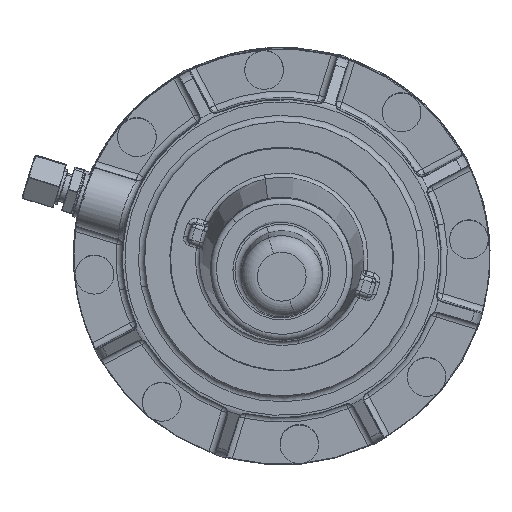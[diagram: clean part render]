
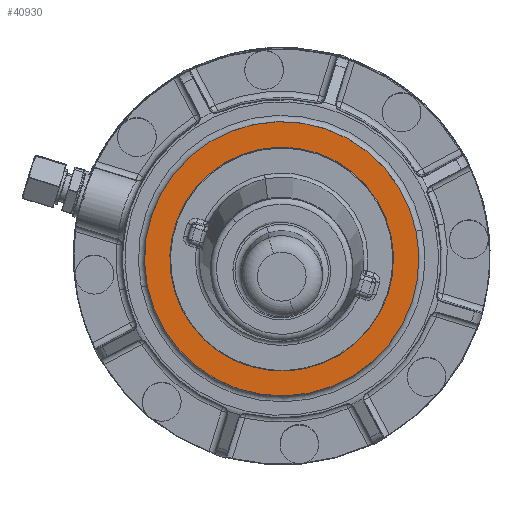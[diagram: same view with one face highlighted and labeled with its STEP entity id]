
A CAD part, top view. The second image highlights one B-rep face of the part: STEP entity #40930.
In plain terms, the highlighted face is planar.
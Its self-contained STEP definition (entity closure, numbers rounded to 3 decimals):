
#40788=DIRECTION('Axis2P3D Direction',(0.,-0.,1.)) ;
#40812=DIRECTION('Axis2P3D Direction',(0.,0.,1.)) ;
#40896=DIRECTION('Axis2P3D Direction',(0.,0.,1.)) ;
#40897=DIRECTION('Axis2P3D XDirection',(1.,0.,0.)) ;
#40905=DIRECTION('Axis2P3D Direction',(0.,0.,1.)) ;
#40914=DIRECTION('Axis2P3D Direction',(0.,0.,1.)) ;
#40921=DIRECTION('Axis2P3D Direction',(0.,0.,1.)) ;
#40784=CARTESIAN_POINT('Vertex',(-139.237,-32.361,256.468)) ;
#40787=CARTESIAN_POINT('Axis2P3D Location',(-80.,0.,256.468)) ;
#40791=CARTESIAN_POINT('Vertex',(-20.763,32.361,256.468)) ;
#40811=CARTESIAN_POINT('Axis2P3D Location',(-80.,0.,256.468)) ;
#40895=CARTESIAN_POINT('Axis2P3D Location',(-70.,0.,256.468)) ;
#40904=CARTESIAN_POINT('Axis2P3D Location',(-80.,0.,256.468)) ;
#40908=CARTESIAN_POINT('Vertex',(-53.871,-47.828,256.468)) ;
#40910=CARTESIAN_POINT('Vertex',(-106.129,47.828,256.468)) ;
#40913=CARTESIAN_POINT('Axis2P3D Location',(-80.,0.,256.468)) ;
#40917=CARTESIAN_POINT('Vertex',(-59.788,-50.613,256.468)) ;
#40920=CARTESIAN_POINT('Axis2P3D Location',(-80.,0.,256.468)) ;
#40789=AXIS2_PLACEMENT_3D('Circle Axis2P3D',#40787,#40788,$) ;
#40813=AXIS2_PLACEMENT_3D('Circle Axis2P3D',#40811,#40812,$) ;
#40898=AXIS2_PLACEMENT_3D('Plane Axis2P3D',#40895,#40896,#40897) ;
#40906=AXIS2_PLACEMENT_3D('Circle Axis2P3D',#40904,#40905,$) ;
#40915=AXIS2_PLACEMENT_3D('Circle Axis2P3D',#40913,#40914,$) ;
#40922=AXIS2_PLACEMENT_3D('Circle Axis2P3D',#40920,#40921,$) ;
#40929=FACE_BOUND('',#40925,.T.) ;
#40793=EDGE_CURVE('',#40792,#40785,#40790,.T.) ;
#40815=EDGE_CURVE('',#40785,#40792,#40814,.T.) ;
#40912=EDGE_CURVE('',#40909,#40911,#40907,.T.) ;
#40919=EDGE_CURVE('',#40918,#40909,#40916,.T.) ;
#40924=EDGE_CURVE('',#40911,#40918,#40923,.T.) ;
#40899=PLANE('Plane',#40898) ;
#40901=ORIENTED_EDGE('',*,*,#40815,.T.) ;
#40902=ORIENTED_EDGE('',*,*,#40793,.T.) ;
#40926=ORIENTED_EDGE('',*,*,#40912,.F.) ;
#40927=ORIENTED_EDGE('',*,*,#40919,.F.) ;
#40928=ORIENTED_EDGE('',*,*,#40924,.F.) ;
#40930=ADVANCED_FACE('Brep With Voids',(#40903,#40929),#40899,.T.) ;
#40790=CIRCLE('generated circle',#40789,67.5) ;
#40814=CIRCLE('generated circle',#40813,67.5) ;
#40907=CIRCLE('generated circle',#40906,54.5) ;
#40916=CIRCLE('generated circle',#40915,54.5) ;
#40923=CIRCLE('generated circle',#40922,54.5) ;
#40785=VERTEX_POINT('',#40784) ;
#40792=VERTEX_POINT('',#40791) ;
#40909=VERTEX_POINT('',#40908) ;
#40911=VERTEX_POINT('',#40910) ;
#40918=VERTEX_POINT('',#40917) ;
#40900=EDGE_LOOP('',(#40901,#40902)) ;
#40925=EDGE_LOOP('',(#40926,#40927,#40928)) ;
#40903=FACE_OUTER_BOUND('',#40900,.T.) ;
